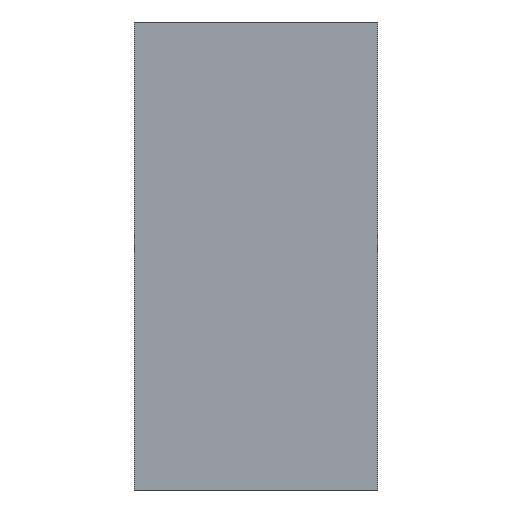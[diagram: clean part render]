
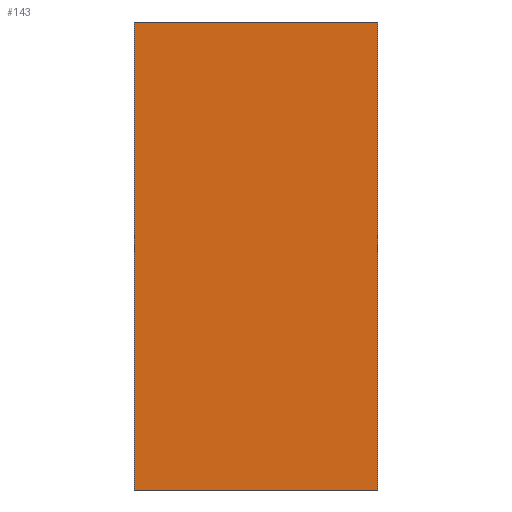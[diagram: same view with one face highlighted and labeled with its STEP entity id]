
A CAD part, front view. The second image highlights one B-rep face of the part: STEP entity #143.
In plain terms, the highlighted planar face has unit normal (0, -1, 0).
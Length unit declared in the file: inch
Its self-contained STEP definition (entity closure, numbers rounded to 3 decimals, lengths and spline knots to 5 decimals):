
#17=FACE_OUTER_BOUND('',#25,.T.);
#25=EDGE_LOOP('',(#107,#108,#109,#110));
#32=LINE('',#213,#50);
#37=LINE('',#223,#55);
#40=LINE('',#229,#58);
#41=LINE('',#230,#59);
#50=VECTOR('',#176,0.3937);
#55=VECTOR('',#183,0.3937);
#58=VECTOR('',#188,0.3937);
#59=VECTOR('',#189,0.3937);
#67=VERTEX_POINT('',#209);
#69=VERTEX_POINT('',#212);
#73=VERTEX_POINT('',#222);
#75=VERTEX_POINT('',#228);
#80=EDGE_CURVE('',#69,#67,#32,.T.);
#85=EDGE_CURVE('',#73,#69,#37,.T.);
#88=EDGE_CURVE('',#75,#67,#40,.T.);
#89=EDGE_CURVE('',#75,#73,#41,.T.);
#107=ORIENTED_EDGE('',*,*,#80,.T.);
#108=ORIENTED_EDGE('',*,*,#88,.F.);
#109=ORIENTED_EDGE('',*,*,#89,.T.);
#110=ORIENTED_EDGE('',*,*,#85,.T.);
#135=PLANE('',#165);
#143=ADVANCED_FACE('',(#17),#135,.T.);
#165=AXIS2_PLACEMENT_3D('',#227,#186,#187);
#176=DIRECTION('',(-1.,0.,0.));
#183=DIRECTION('',(0.,0.,1.));
#186=DIRECTION('center_axis',(0.,-1.,0.));
#187=DIRECTION('ref_axis',(1.,0.,0.));
#188=DIRECTION('',(0.,0.,1.));
#189=DIRECTION('',(1.,0.,0.));
#209=CARTESIAN_POINT('',(-351.375,23.87495,-36.438));
#212=CARTESIAN_POINT('',(-335.375,23.87495,-36.438));
#213=CARTESIAN_POINT('',(-347.375,23.87495,-36.438));
#222=CARTESIAN_POINT('',(-335.375,23.87495,-67.188));
#223=CARTESIAN_POINT('',(-335.375,23.87495,-59.6255));
#227=CARTESIAN_POINT('Origin',(-351.375,23.87495,-59.6255));
#228=CARTESIAN_POINT('',(-351.375,23.87495,-67.188));
#229=CARTESIAN_POINT('',(-351.375,23.87495,-59.6255));
#230=CARTESIAN_POINT('',(-347.375,23.87495,-67.188));
